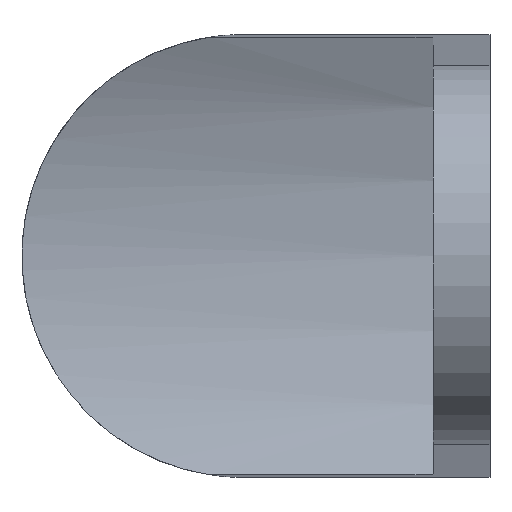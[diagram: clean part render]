
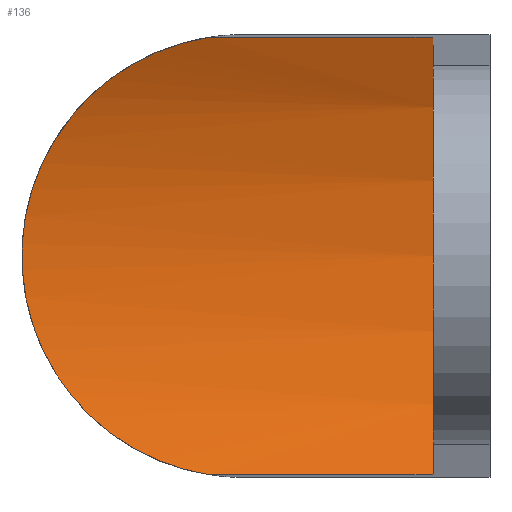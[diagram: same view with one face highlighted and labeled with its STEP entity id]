
A CAD part, top view. The second image highlights one B-rep face of the part: STEP entity #136.
In plain terms, the highlighted cylindrical face has radius 52 mm (diameter 104 mm), a partial arc.
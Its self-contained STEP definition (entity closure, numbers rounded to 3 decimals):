
#20=CIRCLE('',#168,52.);
#25=LINE('',#332,#35);
#29=LINE('',#340,#39);
#35=VECTOR('',#191,10.);
#39=VECTOR('',#197,10.);
#46=FACE_OUTER_BOUND('',#54,.T.);
#54=EDGE_LOOP('',(#107,#108,#109,#110));
#60=B_SPLINE_CURVE_WITH_KNOTS('',3,(#278,#279,#280,#281,#282,#283,#284,
#285,#286,#287,#288,#289,#290,#291,#292,#293,#294,#295,#296,#297,#298,#299,
#300,#301,#302,#303,#304,#305,#306,#307,#308,#309,#310,#311,#312,#313,#314,
#315,#316,#317,#318,#319,#320,#321,#322,#323),.UNSPECIFIED.,.F.,.F.,(4,
3,3,3,3,3,3,3,3,3,3,3,3,3,3,4),(-6.79,-6.262,-5.71,
-5.406,-5.262,-4.72,-4.175,
-3.658,-3.464,-2.955,-2.417,
-1.896,-1.689,-1.14,-0.612,
-0.354),.UNSPECIFIED.);
#64=VERTEX_POINT('',#218);
#66=VERTEX_POINT('',#276);
#69=VERTEX_POINT('',#331);
#72=VERTEX_POINT('',#339);
#78=EDGE_CURVE('',#64,#66,#60,.T.);
#82=EDGE_CURVE('',#64,#69,#25,.T.);
#86=EDGE_CURVE('',#66,#72,#29,.T.);
#87=EDGE_CURVE('',#69,#72,#20,.T.);
#107=ORIENTED_EDGE('',*,*,#78,.T.);
#108=ORIENTED_EDGE('',*,*,#86,.T.);
#109=ORIENTED_EDGE('',*,*,#87,.F.);
#110=ORIENTED_EDGE('',*,*,#82,.F.);
#131=CYLINDRICAL_SURFACE('',#167,52.);
#136=ADVANCED_FACE('',(#46),#131,.F.);
#167=AXIS2_PLACEMENT_3D('',#338,#195,#196);
#168=AXIS2_PLACEMENT_3D('',#341,#198,#199);
#191=DIRECTION('',(1.,0.,0.));
#195=DIRECTION('center_axis',(-1.,0.,0.));
#196=DIRECTION('ref_axis',(0.,0.443,0.896));
#197=DIRECTION('',(1.,0.,0.));
#198=DIRECTION('center_axis',(-1.,0.,0.));
#199=DIRECTION('ref_axis',(0.,0.443,0.896));
#218=CARTESIAN_POINT('',(-23.59,23.055,-46.61));
#276=CARTESIAN_POINT('',(-23.59,-23.055,-46.61));
#278=CARTESIAN_POINT('Ctrl Pts',(-23.59,23.055,-46.61));
#279=CARTESIAN_POINT('Ctrl Pts',(-25.388,22.775,-46.748));
#280=CARTESIAN_POINT('Ctrl Pts',(-27.18,22.277,-46.993));
#281=CARTESIAN_POINT('Ctrl Pts',(-28.879,21.578,-47.312));
#282=CARTESIAN_POINT('Ctrl Pts',(-30.652,20.849,-47.644));
#283=CARTESIAN_POINT('Ctrl Pts',(-32.326,19.9,-48.056));
#284=CARTESIAN_POINT('Ctrl Pts',(-33.829,18.793,-48.485));
#285=CARTESIAN_POINT('Ctrl Pts',(-34.66,18.182,-48.722));
#286=CARTESIAN_POINT('Ctrl Pts',(-35.439,17.524,-48.964));
#287=CARTESIAN_POINT('Ctrl Pts',(-36.157,16.835,-49.2));
#288=CARTESIAN_POINT('Ctrl Pts',(-36.496,16.509,-49.311));
#289=CARTESIAN_POINT('Ctrl Pts',(-36.821,16.178,-49.421));
#290=CARTESIAN_POINT('Ctrl Pts',(-37.142,15.83,-49.532));
#291=CARTESIAN_POINT('Ctrl Pts',(-38.351,14.521,-49.95));
#292=CARTESIAN_POINT('Ctrl Pts',(-39.452,13.021,-50.371));
#293=CARTESIAN_POINT('Ctrl Pts',(-40.366,11.388,-50.738));
#294=CARTESIAN_POINT('Ctrl Pts',(-41.287,9.741,-51.107));
#295=CARTESIAN_POINT('Ctrl Pts',(-42.016,7.959,-51.421));
#296=CARTESIAN_POINT('Ctrl Pts',(-42.515,6.124,-51.638));
#297=CARTESIAN_POINT('Ctrl Pts',(-42.988,4.386,-51.844));
#298=CARTESIAN_POINT('Ctrl Pts',(-43.253,2.602,-51.964));
#299=CARTESIAN_POINT('Ctrl Pts',(-43.317,0.862,-51.993));
#300=CARTESIAN_POINT('Ctrl Pts',(-43.341,0.21,-52.004));
#301=CARTESIAN_POINT('Ctrl Pts',(-43.338,-0.432,-52.002));
#302=CARTESIAN_POINT('Ctrl Pts',(-43.308,-1.085,-51.989));
#303=CARTESIAN_POINT('Ctrl Pts',(-43.228,-2.803,-51.953));
#304=CARTESIAN_POINT('Ctrl Pts',(-42.952,-4.558,-51.828));
#305=CARTESIAN_POINT('Ctrl Pts',(-42.476,-6.268,-51.621));
#306=CARTESIAN_POINT('Ctrl Pts',(-41.973,-8.072,-51.402));
#307=CARTESIAN_POINT('Ctrl Pts',(-41.246,-9.823,-51.091));
#308=CARTESIAN_POINT('Ctrl Pts',(-40.335,-11.443,-50.725));
#309=CARTESIAN_POINT('Ctrl Pts',(-39.451,-13.014,-50.371));
#310=CARTESIAN_POINT('Ctrl Pts',(-38.393,-14.46,-49.967));
#311=CARTESIAN_POINT('Ctrl Pts',(-37.234,-15.731,-49.564));
#312=CARTESIAN_POINT('Ctrl Pts',(-36.773,-16.235,-49.404));
#313=CARTESIAN_POINT('Ctrl Pts',(-36.302,-16.708,-49.245));
#314=CARTESIAN_POINT('Ctrl Pts',(-35.8,-17.17,-49.084));
#315=CARTESIAN_POINT('Ctrl Pts',(-34.472,-18.392,-48.656));
#316=CARTESIAN_POINT('Ctrl Pts',(-32.95,-19.502,-48.215));
#317=CARTESIAN_POINT('Ctrl Pts',(-31.293,-20.418,-47.824));
#318=CARTESIAN_POINT('Ctrl Pts',(-29.7,-21.3,-47.447));
#319=CARTESIAN_POINT('Ctrl Pts',(-27.983,-22.002,-47.119));
#320=CARTESIAN_POINT('Ctrl Pts',(-26.214,-22.491,-46.885));
#321=CARTESIAN_POINT('Ctrl Pts',(-25.348,-22.73,-46.77));
#322=CARTESIAN_POINT('Ctrl Pts',(-24.47,-22.919,-46.677));
#323=CARTESIAN_POINT('Ctrl Pts',(-23.59,-23.055,-46.61));
#331=CARTESIAN_POINT('',(0.,23.055,-46.61));
#332=CARTESIAN_POINT('',(0.,23.055,-46.61));
#338=CARTESIAN_POINT('Origin',(0.,0.,0.));
#339=CARTESIAN_POINT('',(0.,-23.055,-46.61));
#340=CARTESIAN_POINT('',(0.,-23.055,-46.61));
#341=CARTESIAN_POINT('Origin',(0.,0.,0.));
